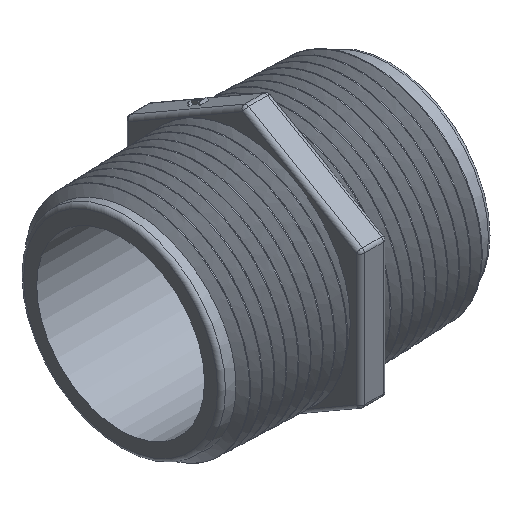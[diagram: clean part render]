
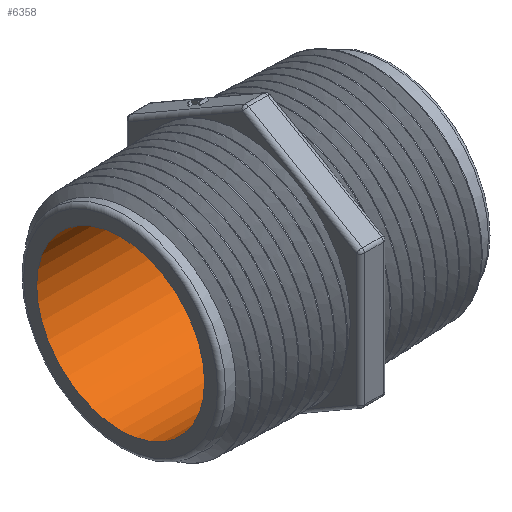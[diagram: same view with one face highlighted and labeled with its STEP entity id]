
A CAD part, isometric view. The second image highlights one B-rep face of the part: STEP entity #6358.
In plain terms, the highlighted cylindrical face has radius 15.748 mm (diameter 31.496 mm), a full revolution.
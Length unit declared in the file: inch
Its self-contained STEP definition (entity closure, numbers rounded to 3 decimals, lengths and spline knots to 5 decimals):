
#653=CARTESIAN_POINT('',(1.0,0.62,0.0));
#654=VERTEX_POINT('',#653);
#655=CARTESIAN_POINT('',(1.0,0.0,0.0));
#656=DIRECTION('',(1.0,0.0,0.0));
#657=DIRECTION('',(0.0,1.0,0.0));
#658=AXIS2_PLACEMENT_3D('',#655,#656,#657);
#659=CIRCLE('',#658,0.62);
#660=EDGE_CURVE('',#654,#654,#659,.T.);
#701=CARTESIAN_POINT('',(-1.0,0.62,0.0));
#702=VERTEX_POINT('',#701);
#703=CARTESIAN_POINT('',(-1.0,0.0,0.0));
#704=DIRECTION('',(1.0,0.0,0.0));
#705=DIRECTION('',(0.0,1.0,0.0));
#706=AXIS2_PLACEMENT_3D('',#703,#704,#705);
#707=CIRCLE('',#706,0.62);
#708=EDGE_CURVE('',#702,#702,#707,.T.);
#6347=CARTESIAN_POINT('',(0.0,0.0,0.0));
#6348=DIRECTION('',(1.0,0.0,0.0));
#6349=DIRECTION('',(0.0,1.0,0.0));
#6350=AXIS2_PLACEMENT_3D('',#6347,#6348,#6349);
#6351=CYLINDRICAL_SURFACE('',#6350,0.62);
#6352=ORIENTED_EDGE('',*,*,#708,.F.);
#6353=EDGE_LOOP('',(#6352));
#6354=FACE_OUTER_BOUND('',#6353,.T.);
#6355=ORIENTED_EDGE('',*,*,#660,.T.);
#6356=EDGE_LOOP('',(#6355));
#6357=FACE_BOUND('',#6356,.T.);
#6358=ADVANCED_FACE('',(#6354,#6357),#6351,.F.);
